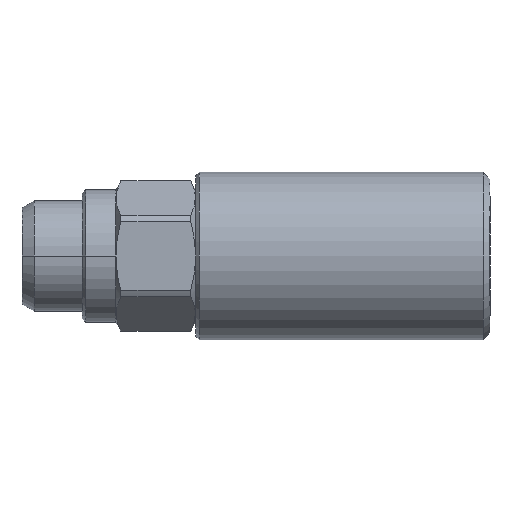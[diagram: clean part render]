
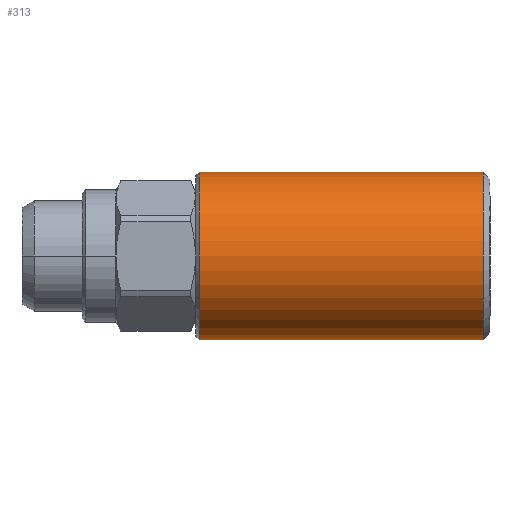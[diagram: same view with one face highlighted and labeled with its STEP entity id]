
A CAD part, front view. The second image highlights one B-rep face of the part: STEP entity #313.
In plain terms, the highlighted cylindrical face has radius 12.5 mm (diameter 25 mm), a partial arc.
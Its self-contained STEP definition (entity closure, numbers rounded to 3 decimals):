
#113 = AXIS2_PLACEMENT_3D ( 'NONE', #1639, #1640, #1641 ) ;
#264 = CIRCLE ( 'NONE', #278, 12.5 ) ;
#278 = AXIS2_PLACEMENT_3D ( 'NONE', #864, #865, #866 ) ;
#279 = VECTOR ( 'NONE', #863, 1000. ) ;
#281 = VECTOR ( 'NONE', #2464, 1000. ) ;
#282 = CIRCLE ( 'NONE', #284, 12.5 ) ;
#284 = AXIS2_PLACEMENT_3D ( 'NONE', #2467, #2468, #2469 ) ;
#313 = ADVANCED_FACE ( 'NONE', ( #3117 ), #3118, .T. ) ;
#419 = EDGE_LOOP ( 'NONE', ( #3231, #3261, #3258, #3259 ) ) ;
#554 = VERTEX_POINT ( 'NONE', #1526 ) ;
#555 = VERTEX_POINT ( 'NONE', #1527 ) ;
#862 = CARTESIAN_POINT ( 'NONE',  ( -13.696, 0., -12.5 ) ) ;
#863 = DIRECTION ( 'NONE',  ( -1., 0., 0. ) ) ;
#864 = CARTESIAN_POINT ( 'NONE',  ( -35., 0., 0. ) ) ;
#865 = DIRECTION ( 'NONE',  ( -1., 0., 0. ) ) ;
#866 = DIRECTION ( 'NONE',  ( 0., 0., 1. ) ) ;
#867 = CARTESIAN_POINT ( 'NONE',  ( -13.696, 0., 12.5 ) ) ;
#1526 = CARTESIAN_POINT ( 'NONE',  ( 7.5, 0., -12.5 ) ) ;
#1527 = CARTESIAN_POINT ( 'NONE',  ( 7.5, 0., 12.5 ) ) ;
#1598 = CARTESIAN_POINT ( 'NONE',  ( -35., 0., -12.5 ) ) ;
#1609 = CARTESIAN_POINT ( 'NONE',  ( -35., 0., 12.5 ) ) ;
#1639 = CARTESIAN_POINT ( 'NONE',  ( -13.696, 0., 0. ) ) ;
#1640 = DIRECTION ( 'NONE',  ( -1., 0., 0. ) ) ;
#1641 = DIRECTION ( 'NONE',  ( 0., 0., -1. ) ) ;
#1861 = VERTEX_POINT ( 'NONE', #1598 ) ;
#1878 = VERTEX_POINT ( 'NONE', #1609 ) ;
#2147 = LINE ( 'NONE', #862, #279 ) ;
#2148 = LINE ( 'NONE', #867, #281 ) ;
#2360 = EDGE_CURVE ( 'NONE', #554, #1861, #2147, .T. ) ;
#2361 = EDGE_CURVE ( 'NONE', #1861, #1878, #264, .T. ) ;
#2362 = EDGE_CURVE ( 'NONE', #555, #1878, #2148, .T. ) ;
#2364 = EDGE_CURVE ( 'NONE', #554, #555, #282, .T. ) ;
#2464 = DIRECTION ( 'NONE',  ( -1., 0., 0. ) ) ;
#2467 = CARTESIAN_POINT ( 'NONE',  ( 7.5, 0., 0. ) ) ;
#2468 = DIRECTION ( 'NONE',  ( -1., 0., 0. ) ) ;
#2469 = DIRECTION ( 'NONE',  ( 0., 0., -1. ) ) ;
#3117 = FACE_OUTER_BOUND ( 'NONE', #419, .T. ) ;
#3118 = CYLINDRICAL_SURFACE ( 'NONE', #113, 12.5 ) ;
#3231 = ORIENTED_EDGE ( 'NONE', *, *, #2364, .T. ) ;
#3258 = ORIENTED_EDGE ( 'NONE', *, *, #2361, .F. ) ;
#3259 = ORIENTED_EDGE ( 'NONE', *, *, #2360, .F. ) ;
#3261 = ORIENTED_EDGE ( 'NONE', *, *, #2362, .T. ) ;
